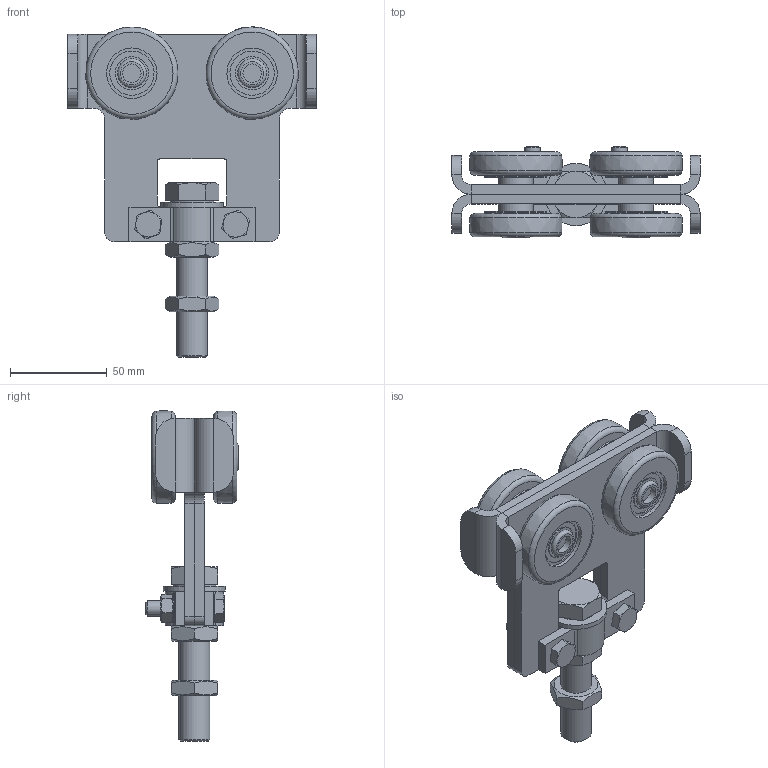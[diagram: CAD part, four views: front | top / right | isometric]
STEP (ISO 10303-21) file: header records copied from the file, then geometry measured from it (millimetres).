
FILE_DESCRIPTION(/* description */ (''),/* implementation_level */ '2;1');
FILE_NAME(/* name */ '9255XSA2.stp',/* time_stamp */ '2019-08-05T15:13:13+02:00',/* author */ ('Marc'),/* organization */ (''),/* preprocessor_version */ 'ST-DEVELOPER v17.2',/* originating_system */ 'Autodesk Inventor 2019',/* authorisation */ '');
FILE_SCHEMA (('AUTOMOTIVE_DESIGN { 1 0 10303 214 3 1 1 }'));
Products named in the file (17): 9255XSA2; 9852XSPA2; 22250; GALB48XS; 22252; 09136; 09208; 18486; 04572; 22293; 22251; 09074; 06032; S5H1XA2; 04043; 09058; 23710
Assembly tree (29 placements, depth 4):
  9255XSA2
    9852XSPA2
      22293  x2
      22250  x4
      GALB48XS  x4
        22252
        09136
        09208
      18486  x2
      04572  x2
      22251  x2
      09074  x2
      06032  x2
    S5H1XA2
      04043
      09058
      23710  x2
Bounding box: 128 x 47.5 x 170.49 mm (x, y, z)
Volume: 230882 mm3; surface area: 118219.2 mm2
Topology: 34 solids, 38 shells, 2167 faces, 6456 edges, 4349 vertices
Faces by surface type: cylinder 1726, plane 282, torus 94, cone 33, sphere 28, bspline 4
Full cylindrical faces by diameter (mm): 2 x8, 6.647 x2, 8 x2, 8.1 x4, 8.3 x4, 8.4 x2, 9.5 x2, 11.63 x2, 11.9 x4, 12 x4, 12.2 x4, 12.3 x4, 13.835 x2, 16 x4, 17.12 x16, 18 x4, 22.5 x1, 22.88 x16, 26 x4, 28 x12, 29.5 x4, 32 x5
Entity records: 44318 total; most frequent: CARTESIAN_POINT 20406, ORIENTED_EDGE 5982, DIRECTION 3341, EDGE_CURVE 2991, B_SPLINE_CURVE_WITH_KNOTS 2212, VERTEX_POINT 2014, AXIS2_PLACEMENT_3D 1532, EDGE_LOOP 1081
